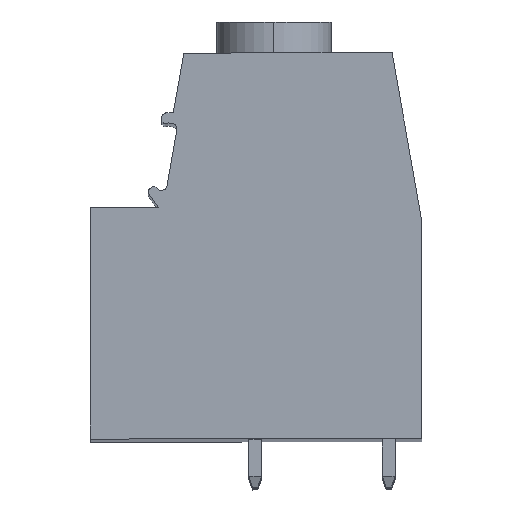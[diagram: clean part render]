
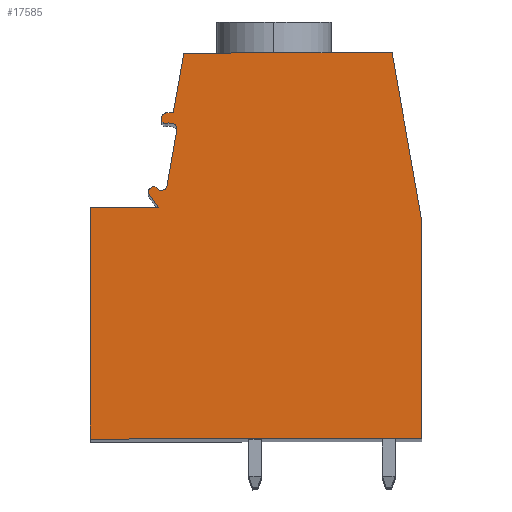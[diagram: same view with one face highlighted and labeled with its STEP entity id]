
A CAD part, top view. The second image highlights one B-rep face of the part: STEP entity #17585.
In plain terms, the highlighted planar face has unit normal (0, 0, 1).
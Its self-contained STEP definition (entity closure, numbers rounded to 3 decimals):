
#4886=DIRECTION('',(-1.,0.,0.));
#4887=VECTOR('',#4886,0.6);
#4888=CARTESIAN_POINT('',(-9.708,14.795,157.5));
#4889=LINE('',#4888,#4887);
#4890=DIRECTION('',(-0.174,-0.985,0.));
#4891=VECTOR('',#4890,5.687);
#4892=CARTESIAN_POINT('',(-8.72,20.396,157.5));
#4893=LINE('',#4892,#4891);
#4894=DIRECTION('',(-1.,-0.001,0.));
#4895=VECTOR('',#4894,19.48);
#4896=CARTESIAN_POINT('',(10.76,20.41,157.5));
#4897=LINE('',#4896,#4895);
#4898=DIRECTION('',(-0.174,0.985,0.));
#4899=VECTOR('',#4898,15.891);
#4900=CARTESIAN_POINT('',(13.53,4.762,157.5));
#4901=LINE('',#4900,#4899);
#4902=DIRECTION('',(0.,1.,0.));
#4903=VECTOR('',#4902,20.45);
#4904=CARTESIAN_POINT('',(13.53,-15.688,157.5));
#4905=LINE('',#4904,#4903);
#4906=DIRECTION('',(1.,0.001,0.));
#4907=VECTOR('',#4906,31.);
#4908=CARTESIAN_POINT('',(-17.47,-15.71,157.5));
#4909=LINE('',#4908,#4907);
#4910=DIRECTION('',(0.,-1.,0.));
#4911=VECTOR('',#4910,21.65);
#4912=CARTESIAN_POINT('',(-17.47,5.94,157.5));
#4913=LINE('',#4912,#4911);
#4914=DIRECTION('',(-1.,0.,0.));
#4915=VECTOR('',#4914,6.38);
#4916=CARTESIAN_POINT('',(-11.09,5.94,157.5));
#4917=LINE('',#4916,#4915);
#4918=DIRECTION('',(0.577,-0.817,0.));
#4919=VECTOR('',#4918,1.51);
#4920=CARTESIAN_POINT('',(-11.961,7.174,157.5));
#4921=LINE('',#4920,#4919);
#4922=CARTESIAN_POINT('',(-11.634,7.404,157.5));
#4923=DIRECTION('',(0.,0.,1.));
#4924=DIRECTION('',(-0.536,0.844,0.));
#4925=AXIS2_PLACEMENT_3D('',#4922,#4923,#4924);
#4927=DIRECTION('',(-0.844,-0.536,0.));
#4928=VECTOR('',#4927,0.245);
#4929=CARTESIAN_POINT('',(-11.642,7.873,157.5));
#4930=LINE('',#4929,#4928);
#4931=CARTESIAN_POINT('',(-11.535,7.704,157.5));
#4932=DIRECTION('',(0.,0.,1.));
#4933=DIRECTION('',(0.56,0.829,0.));
#4934=AXIS2_PLACEMENT_3D('',#4931,#4932,#4933);
#4936=DIRECTION('',(-0.829,0.56,0.));
#4937=VECTOR('',#4936,0.514);
#4938=CARTESIAN_POINT('',(-10.997,7.583,157.5));
#4939=LINE('',#4938,#4937);
#4940=DIRECTION('',(-0.989,0.148,0.));
#4941=VECTOR('',#4940,0.14);
#4942=CARTESIAN_POINT('',(-10.859,7.562,157.5));
#4943=LINE('',#4942,#4941);
#4944=CARTESIAN_POINT('',(-10.785,8.056,157.5));
#4945=DIRECTION('',(0.,0.,-1.));
#4946=DIRECTION('',(0.985,-0.174,0.));
#4947=AXIS2_PLACEMENT_3D('',#4944,#4945,#4946);
#4949=DIRECTION('',(-0.174,-0.985,0.));
#4950=VECTOR('',#4949,5.32);
#4951=CARTESIAN_POINT('',(-9.368,13.209,157.5));
#4952=LINE('',#4951,#4950);
#4953=CARTESIAN_POINT('',(-9.861,13.295,157.5));
#4954=DIRECTION('',(0.,0.,-1.));
#4955=DIRECTION('',(0.182,0.983,0.));
#4956=AXIS2_PLACEMENT_3D('',#4953,#4954,#4955);
#4958=DIRECTION('',(0.983,-0.182,0.));
#4959=VECTOR('',#4958,0.412);
#4960=CARTESIAN_POINT('',(-10.175,13.862,157.5));
#4961=LINE('',#4960,#4959);
#4962=DIRECTION('',(0.97,0.243,0.));
#4963=VECTOR('',#4962,0.292);
#4964=CARTESIAN_POINT('',(-10.458,13.791,157.5));
#4965=LINE('',#4964,#4963);
#4966=CARTESIAN_POINT('',(-10.506,13.985,157.5));
#4967=DIRECTION('',(0.,0.,1.));
#4968=DIRECTION('',(-0.792,-0.61,0.));
#4969=AXIS2_PLACEMENT_3D('',#4966,#4967,#4968);
#4971=DIRECTION('',(0.61,-0.792,0.));
#4972=VECTOR('',#4971,0.188);
#4973=CARTESIAN_POINT('',(-10.78,14.012,157.5));
#4974=LINE('',#4973,#4972);
#4975=CARTESIAN_POINT('',(-10.542,14.195,157.5));
#4976=DIRECTION('',(0.,0.,1.));
#4977=DIRECTION('',(-0.966,0.259,0.));
#4978=AXIS2_PLACEMENT_3D('',#4975,#4976,#4977);
#4980=DIRECTION('',(-0.259,-0.966,0.));
#4981=VECTOR('',#4980,0.157);
#4982=CARTESIAN_POINT('',(-10.791,14.425,157.5));
#4983=LINE('',#4982,#4981);
#4984=CARTESIAN_POINT('',(-10.308,14.295,157.5));
#4985=DIRECTION('',(0.,0.,1.));
#4986=DIRECTION('',(0.,1.,0.));
#4987=AXIS2_PLACEMENT_3D('',#4984,#4985,#4986);
#8767=CARTESIAN_POINT('',(-9.708,14.795,157.5));
#8768=CARTESIAN_POINT('',(-10.308,14.795,157.5));
#8769=VERTEX_POINT('',#8767);
#8770=VERTEX_POINT('',#8768);
#8771=CARTESIAN_POINT('',(-10.791,14.425,157.5));
#8772=VERTEX_POINT('',#8771);
#8773=CARTESIAN_POINT('',(-10.832,14.273,157.5));
#8774=VERTEX_POINT('',#8773);
#8775=CARTESIAN_POINT('',(-10.78,14.012,157.5));
#8776=VERTEX_POINT('',#8775);
#8777=CARTESIAN_POINT('',(-10.665,13.863,157.5));
#8778=VERTEX_POINT('',#8777);
#8779=CARTESIAN_POINT('',(-10.458,13.791,157.5));
#8780=VERTEX_POINT('',#8779);
#8781=CARTESIAN_POINT('',(-10.175,13.862,157.5));
#8782=VERTEX_POINT('',#8781);
#8783=CARTESIAN_POINT('',(-9.77,13.787,157.5));
#8784=VERTEX_POINT('',#8783);
#8785=CARTESIAN_POINT('',(-9.368,13.209,157.5));
#8786=VERTEX_POINT('',#8785);
#8787=CARTESIAN_POINT('',(-10.292,7.969,157.5));
#8788=VERTEX_POINT('',#8787);
#8789=CARTESIAN_POINT('',(-10.859,7.562,157.5));
#8790=VERTEX_POINT('',#8789);
#8791=CARTESIAN_POINT('',(-10.997,7.583,157.5));
#8792=VERTEX_POINT('',#8791);
#8793=CARTESIAN_POINT('',(-11.423,7.87,157.5));
#8794=VERTEX_POINT('',#8793);
#8795=CARTESIAN_POINT('',(-11.642,7.873,157.5));
#8796=VERTEX_POINT('',#8795);
#8797=CARTESIAN_POINT('',(-11.848,7.742,157.5));
#8798=VERTEX_POINT('',#8797);
#8799=CARTESIAN_POINT('',(-11.961,7.174,157.5));
#8800=VERTEX_POINT('',#8799);
#8801=CARTESIAN_POINT('',(-11.09,5.94,157.5));
#8802=VERTEX_POINT('',#8801);
#8803=CARTESIAN_POINT('',(-17.47,5.94,157.5));
#8804=VERTEX_POINT('',#8803);
#8805=CARTESIAN_POINT('',(-17.47,-15.71,157.5));
#8806=VERTEX_POINT('',#8805);
#8807=CARTESIAN_POINT('',(13.53,-15.688,157.5));
#8808=VERTEX_POINT('',#8807);
#8809=CARTESIAN_POINT('',(13.53,4.762,157.5));
#8810=VERTEX_POINT('',#8809);
#8811=CARTESIAN_POINT('',(10.76,20.41,157.5));
#8812=VERTEX_POINT('',#8811);
#8813=CARTESIAN_POINT('',(-8.72,20.396,157.5));
#8814=VERTEX_POINT('',#8813);
#17554=CARTESIAN_POINT('',(0.,0.,157.5));
#17555=DIRECTION('',(0.,0.,1.));
#17556=DIRECTION('',(1.,0.,0.));
#17557=AXIS2_PLACEMENT_3D('',#17554,#17555,#17556);
#17558=PLANE('',#17557);
#17559=ORIENTED_EDGE('',*,*,#11431,.F.);
#17560=ORIENTED_EDGE('',*,*,#11446,.F.);
#17561=ORIENTED_EDGE('',*,*,#11461,.F.);
#17562=ORIENTED_EDGE('',*,*,#15642,.F.);
#17563=ORIENTED_EDGE('',*,*,#15736,.F.);
#17564=ORIENTED_EDGE('',*,*,#16747,.F.);
#17565=ORIENTED_EDGE('',*,*,#17201,.F.);
#17566=ORIENTED_EDGE('',*,*,#17325,.F.);
#17567=ORIENTED_EDGE('',*,*,#17339,.F.);
#17568=ORIENTED_EDGE('',*,*,#17353,.F.);
#17569=ORIENTED_EDGE('',*,*,#17367,.F.);
#17570=ORIENTED_EDGE('',*,*,#17381,.F.);
#17571=ORIENTED_EDGE('',*,*,#17395,.F.);
#17572=ORIENTED_EDGE('',*,*,#17409,.F.);
#17573=ORIENTED_EDGE('',*,*,#17423,.F.);
#17574=ORIENTED_EDGE('',*,*,#17437,.F.);
#17575=ORIENTED_EDGE('',*,*,#17451,.F.);
#17576=ORIENTED_EDGE('',*,*,#17465,.F.);
#17577=ORIENTED_EDGE('',*,*,#17479,.F.);
#17578=ORIENTED_EDGE('',*,*,#17493,.F.);
#17579=ORIENTED_EDGE('',*,*,#17507,.F.);
#17580=ORIENTED_EDGE('',*,*,#17521,.F.);
#17581=ORIENTED_EDGE('',*,*,#17535,.F.);
#17582=ORIENTED_EDGE('',*,*,#17548,.F.);
#17583=EDGE_LOOP('',(#17559,#17560,#17561,#17562,#17563,#17564,#17565,#17566,
#17567,#17568,#17569,#17570,#17571,#17572,#17573,#17574,#17575,#17576,#17577,
#17578,#17579,#17580,#17581,#17582));
#17584=FACE_OUTER_BOUND('',#17583,.F.);
#4926=CIRCLE('',#4925,0.4);
#4935=CIRCLE('',#4934,0.2);
#4948=CIRCLE('',#4947,0.5);
#4957=CIRCLE('',#4956,0.5);
#4970=CIRCLE('',#4969,0.2);
#4979=CIRCLE('',#4978,0.3);
#4988=CIRCLE('',#4987,0.5);
#11431=EDGE_CURVE('',#8769,#8770,#4889,.T.);
#11446=EDGE_CURVE('',#8814,#8769,#4893,.T.);
#11461=EDGE_CURVE('',#8812,#8814,#4897,.T.);
#15642=EDGE_CURVE('',#8810,#8812,#4901,.T.);
#15736=EDGE_CURVE('',#8808,#8810,#4905,.T.);
#16747=EDGE_CURVE('',#8806,#8808,#4909,.T.);
#17201=EDGE_CURVE('',#8804,#8806,#4913,.T.);
#17325=EDGE_CURVE('',#8802,#8804,#4917,.T.);
#17339=EDGE_CURVE('',#8800,#8802,#4921,.T.);
#17353=EDGE_CURVE('',#8798,#8800,#4926,.T.);
#17367=EDGE_CURVE('',#8796,#8798,#4930,.T.);
#17381=EDGE_CURVE('',#8794,#8796,#4935,.T.);
#17395=EDGE_CURVE('',#8792,#8794,#4939,.T.);
#17409=EDGE_CURVE('',#8790,#8792,#4943,.T.);
#17423=EDGE_CURVE('',#8788,#8790,#4948,.T.);
#17437=EDGE_CURVE('',#8786,#8788,#4952,.T.);
#17451=EDGE_CURVE('',#8784,#8786,#4957,.T.);
#17465=EDGE_CURVE('',#8782,#8784,#4961,.T.);
#17479=EDGE_CURVE('',#8780,#8782,#4965,.T.);
#17493=EDGE_CURVE('',#8778,#8780,#4970,.T.);
#17507=EDGE_CURVE('',#8776,#8778,#4974,.T.);
#17521=EDGE_CURVE('',#8774,#8776,#4979,.T.);
#17535=EDGE_CURVE('',#8772,#8774,#4983,.T.);
#17548=EDGE_CURVE('',#8770,#8772,#4988,.T.);
#17585=ADVANCED_FACE('',(#17584),#17558,.T.);
